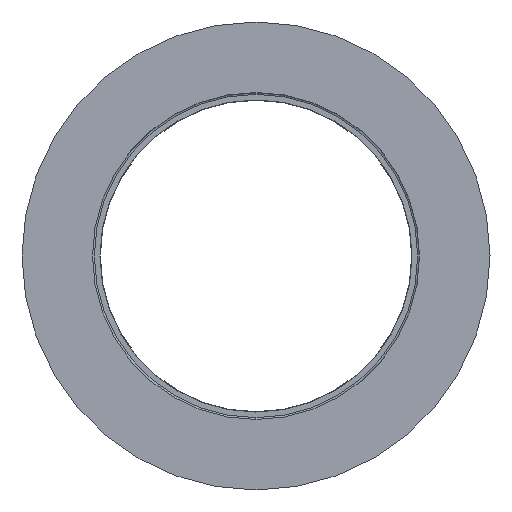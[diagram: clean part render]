
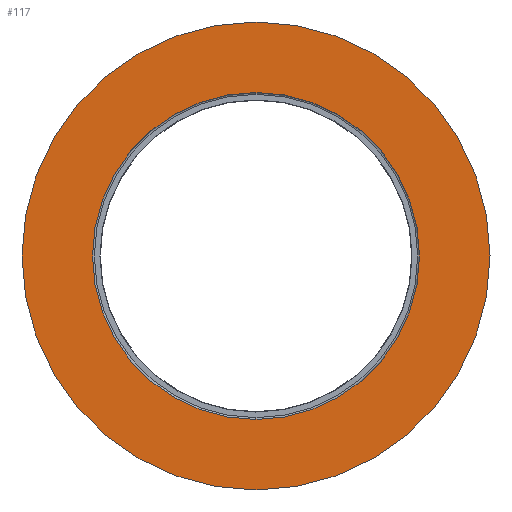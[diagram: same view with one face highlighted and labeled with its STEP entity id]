
A CAD part, left-side view. The second image highlights one B-rep face of the part: STEP entity #117.
In plain terms, the highlighted planar face has unit normal (-1, 0, 0).
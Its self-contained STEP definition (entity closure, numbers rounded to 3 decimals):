
#117 = ADVANCED_FACE ( 'NONE', ( #2013, #2629 ), #800, .F. ) ;
#388 = CARTESIAN_POINT ( 'NONE',  ( -15., 0., 0. ) ) ;
#561 = DIRECTION ( 'NONE',  ( -1., 0., 0. ) ) ;
#597 = CARTESIAN_POINT ( 'NONE',  ( -15., 0., -37.5 ) ) ;
#631 = DIRECTION ( 'NONE',  ( 0., 0., 1. ) ) ;
#679 = CIRCLE ( 'NONE', #1736, 26.2 ) ;
#688 = DIRECTION ( 'NONE',  ( -1., 0., 0. ) ) ;
#745 = CIRCLE ( 'NONE', #2616, 37.5 ) ;
#800 = PLANE ( 'NONE',  #1517 ) ;
#887 = EDGE_LOOP ( 'NONE', ( #3031, #2637 ) ) ;
#896 = CARTESIAN_POINT ( 'NONE',  ( -15., 0., 26.2 ) ) ;
#919 = CARTESIAN_POINT ( 'NONE',  ( -15., 0., 0. ) ) ;
#1052 = CARTESIAN_POINT ( 'NONE',  ( -15., 26.2, 0. ) ) ;
#1071 = VERTEX_POINT ( 'NONE', #2975 ) ;
#1095 = CARTESIAN_POINT ( 'NONE',  ( -15., 0., 0. ) ) ;
#1105 = EDGE_CURVE ( 'NONE', #1987, #2520, #2477, .T. ) ;
#1162 = DIRECTION ( 'NONE',  ( 0., 0., 1. ) ) ;
#1292 = DIRECTION ( 'NONE',  ( 0., 0., -1. ) ) ;
#1374 = EDGE_CURVE ( 'NONE', #1071, #2435, #2470, .T. ) ;
#1517 = AXIS2_PLACEMENT_3D ( 'NONE', #1052, #2704, #1292 ) ;
#1529 = EDGE_LOOP ( 'NONE', ( #1806, #2123 ) ) ;
#1670 = CARTESIAN_POINT ( 'NONE',  ( -15., 0., -26.2 ) ) ;
#1736 = AXIS2_PLACEMENT_3D ( 'NONE', #919, #2578, #1162 ) ;
#1806 = ORIENTED_EDGE ( 'NONE', *, *, #1927, .F. ) ;
#1927 = EDGE_CURVE ( 'NONE', #2520, #1987, #679, .T. ) ;
#1987 = VERTEX_POINT ( 'NONE', #1670 ) ;
#2007 = CARTESIAN_POINT ( 'NONE',  ( -15., 0., 0. ) ) ;
#2013 = FACE_BOUND ( 'NONE', #1529, .T. ) ;
#2070 = DIRECTION ( 'NONE',  ( -1., 0., 0. ) ) ;
#2098 = AXIS2_PLACEMENT_3D ( 'NONE', #2007, #561, #2233 ) ;
#2114 = AXIS2_PLACEMENT_3D ( 'NONE', #388, #2070, #631 ) ;
#2123 = ORIENTED_EDGE ( 'NONE', *, *, #1105, .F. ) ;
#2233 = DIRECTION ( 'NONE',  ( 0., 0., 1. ) ) ;
#2435 = VERTEX_POINT ( 'NONE', #597 ) ;
#2470 = CIRCLE ( 'NONE', #2098, 37.5 ) ;
#2477 = CIRCLE ( 'NONE', #2114, 26.2 ) ;
#2503 = DIRECTION ( 'NONE',  ( 0., 0., 1. ) ) ;
#2520 = VERTEX_POINT ( 'NONE', #896 ) ;
#2578 = DIRECTION ( 'NONE',  ( -1., 0., 0. ) ) ;
#2616 = AXIS2_PLACEMENT_3D ( 'NONE', #1095, #688, #2503 ) ;
#2629 = FACE_OUTER_BOUND ( 'NONE', #887, .T. ) ;
#2637 = ORIENTED_EDGE ( 'NONE', *, *, #3006, .T. ) ;
#2704 = DIRECTION ( 'NONE',  ( 1., 0., 0. ) ) ;
#2975 = CARTESIAN_POINT ( 'NONE',  ( -15., 0., 37.5 ) ) ;
#3006 = EDGE_CURVE ( 'NONE', #2435, #1071, #745, .T. ) ;
#3031 = ORIENTED_EDGE ( 'NONE', *, *, #1374, .T. ) ;
